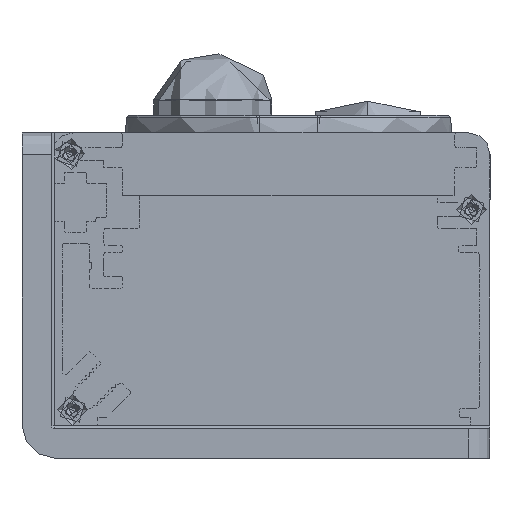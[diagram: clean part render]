
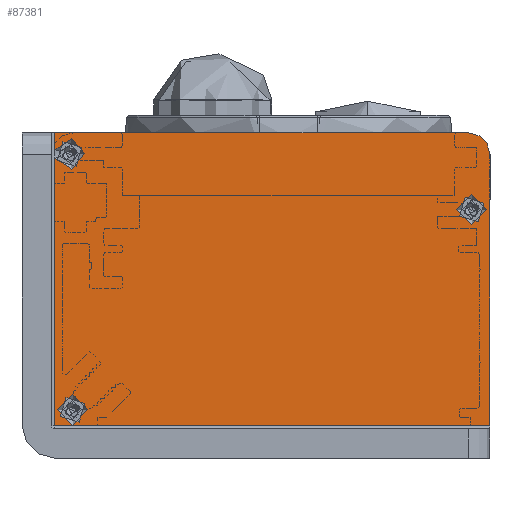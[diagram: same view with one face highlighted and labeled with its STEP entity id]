
A CAD part, front view. The second image highlights one B-rep face of the part: STEP entity #87381.
In plain terms, the highlighted face is planar.
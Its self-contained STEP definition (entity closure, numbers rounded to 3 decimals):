
#3630=FACE_BOUND('',#14275,.T.);
#3631=FACE_BOUND('',#14276,.T.);
#6030=CIRCLE('',#93572,2.075);
#6031=CIRCLE('',#93574,2.075);
#6032=CIRCLE('',#93575,3.);
#6033=CIRCLE('',#93576,2.075);
#9437=FACE_OUTER_BOUND('',#14274,.T.);
#14274=EDGE_LOOP('',(#73585,#73586,#73587,#73588,#73589,#73590,#73591));
#14275=EDGE_LOOP('',(#73592));
#14276=EDGE_LOOP('',(#73593));
#22535=LINE('',#152490,#32133);
#22536=LINE('',#152492,#32134);
#22537=LINE('',#152494,#32135);
#22538=LINE('',#152498,#32136);
#22539=LINE('',#152499,#32137);
#32133=VECTOR('',#111091,36.547);
#32134=VECTOR('',#111092,59.5);
#32135=VECTOR('',#111093,37.);
#32136=VECTOR('',#111096,56.5);
#32137=VECTOR('',#111097,2.347);
#40905=VERTEX_POINT('',#152483);
#40906=VERTEX_POINT('',#152486);
#40907=VERTEX_POINT('',#152487);
#40908=VERTEX_POINT('',#152489);
#40909=VERTEX_POINT('',#152491);
#40910=VERTEX_POINT('',#152493);
#40911=VERTEX_POINT('',#152495);
#40912=VERTEX_POINT('',#152497);
#40913=VERTEX_POINT('',#152500);
#52186=EDGE_CURVE('',#40905,#40905,#6030,.T.);
#52187=EDGE_CURVE('',#40906,#40907,#6031,.T.);
#52188=EDGE_CURVE('',#40906,#40908,#22535,.T.);
#52189=EDGE_CURVE('',#40908,#40909,#22536,.T.);
#52190=EDGE_CURVE('',#40909,#40910,#22537,.T.);
#52191=EDGE_CURVE('',#40911,#40910,#6032,.T.);
#52192=EDGE_CURVE('',#40911,#40912,#22538,.T.);
#52193=EDGE_CURVE('',#40912,#40907,#22539,.T.);
#52194=EDGE_CURVE('',#40913,#40913,#6033,.T.);
#73585=ORIENTED_EDGE('',*,*,#52187,.F.);
#73586=ORIENTED_EDGE('',*,*,#52188,.T.);
#73587=ORIENTED_EDGE('',*,*,#52189,.T.);
#73588=ORIENTED_EDGE('',*,*,#52190,.T.);
#73589=ORIENTED_EDGE('',*,*,#52191,.F.);
#73590=ORIENTED_EDGE('',*,*,#52192,.T.);
#73591=ORIENTED_EDGE('',*,*,#52193,.T.);
#73592=ORIENTED_EDGE('',*,*,#52194,.F.);
#73593=ORIENTED_EDGE('',*,*,#52186,.F.);
#83112=PLANE('',#93573);
#87381=ADVANCED_FACE('',(#9437,#3630,#3631),#83112,.F.);
#93572=AXIS2_PLACEMENT_3D('',#152484,#111085,#111086);
#93573=AXIS2_PLACEMENT_3D('',#152485,#111087,#111088);
#93574=AXIS2_PLACEMENT_3D('',#152488,#111089,#111090);
#93575=AXIS2_PLACEMENT_3D('',#152496,#111094,#111095);
#93576=AXIS2_PLACEMENT_3D('',#152501,#111098,#111099);
#111085=DIRECTION('center_axis',(0.,0.,-1.));
#111086=DIRECTION('ref_axis',(1.,0.,0.));
#111087=DIRECTION('center_axis',(0.,0.,1.));
#111088=DIRECTION('ref_axis',(1.,0.,0.));
#111089=DIRECTION('center_axis',(0.,0.,-1.));
#111090=DIRECTION('ref_axis',(1.,0.,0.));
#111091=DIRECTION('',(0.,-1.,0.));
#111092=DIRECTION('',(-1.,0.,0.));
#111093=DIRECTION('',(0.,1.,0.));
#111094=DIRECTION('center_axis',(0.,0.,1.));
#111095=DIRECTION('ref_axis',(-0.707,0.707,0.));
#111096=DIRECTION('',(1.,0.,0.));
#111097=DIRECTION('',(0.,-1.,0.));
#111098=DIRECTION('center_axis',(0.,0.,-1.));
#111099=DIRECTION('ref_axis',(1.,0.,0.));
#152483=CARTESIAN_POINT('',(-29.325,31.5,0.));
#152484=CARTESIAN_POINT('Origin',(-27.25,31.5,0.));
#152485=CARTESIAN_POINT('Origin',(0.,21.,0.));
#152486=CARTESIAN_POINT('',(29.75,38.547,0.));
#152487=CARTESIAN_POINT('',(29.75,39.653,0.));
#152488=CARTESIAN_POINT('Origin',(27.75,39.1,0.));
#152489=CARTESIAN_POINT('',(29.75,2.,0.));
#152490=CARTESIAN_POINT('',(29.75,42.,0.));
#152491=CARTESIAN_POINT('',(-29.75,2.,0.));
#152492=CARTESIAN_POINT('',(14.875,2.,0.));
#152493=CARTESIAN_POINT('',(-29.75,39.,0.));
#152494=CARTESIAN_POINT('',(-29.75,0.,0.));
#152495=CARTESIAN_POINT('',(-26.75,42.,0.));
#152496=CARTESIAN_POINT('Origin',(-26.75,39.,0.));
#152497=CARTESIAN_POINT('',(29.75,42.,0.));
#152498=CARTESIAN_POINT('',(-29.75,42.,0.));
#152499=CARTESIAN_POINT('',(29.75,42.,0.));
#152500=CARTESIAN_POINT('',(25.265,4.1,0.));
#152501=CARTESIAN_POINT('Origin',(27.34,4.1,0.));
